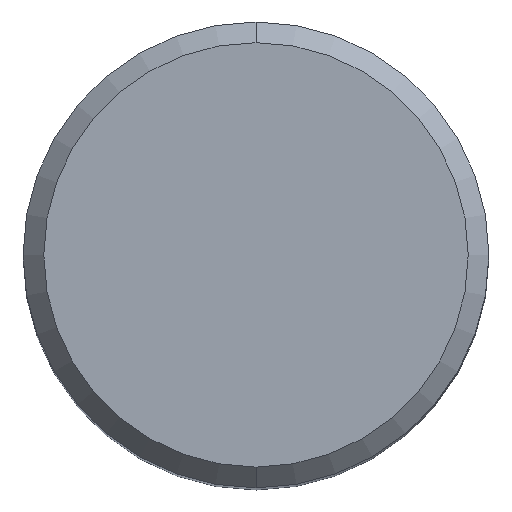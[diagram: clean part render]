
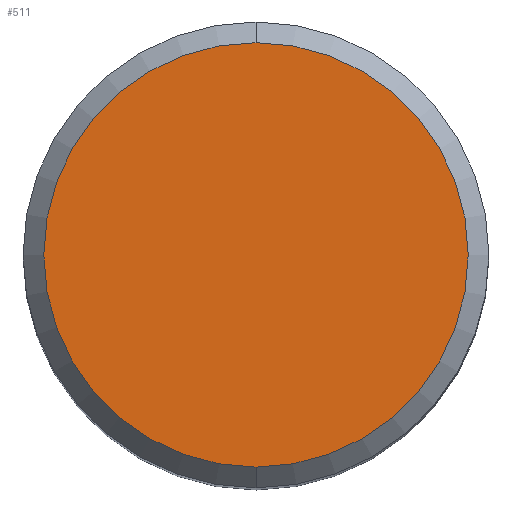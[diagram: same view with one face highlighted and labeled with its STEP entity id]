
A CAD part, top view. The second image highlights one B-rep face of the part: STEP entity #511.
In plain terms, the highlighted planar face has unit normal (0, 0, 1).
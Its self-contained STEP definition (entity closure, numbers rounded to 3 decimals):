
#383=EDGE_CURVE('',#683,#665,#878,.T.);
#511=ADVANCED_FACE('',(#1021),#1022,.T.);
#665=VERTEX_POINT('',#1190);
#683=VERTEX_POINT('',#1208);
#687=EDGE_CURVE('',#665,#683,#1212,.T.);
#878=CIRCLE('',#1739,8.2);
#1021=FACE_OUTER_BOUND('',#3323,.T.);
#1022=PLANE('',#3324);
#1190=CARTESIAN_POINT('',(0.0,8.2,0.0));
#1208=CARTESIAN_POINT('',(0.,-8.2,0.0));
#1212=CIRCLE('',#5145,8.2);
#1739=AXIS2_PLACEMENT_3D('',#5619,#5620,#5621);
#3323=EDGE_LOOP('',(#5786,#5787));
#3324=AXIS2_PLACEMENT_3D('',#5788,#5789,#5790);
#5145=AXIS2_PLACEMENT_3D('',#5971,#5972,#5973);
#5619=CARTESIAN_POINT('',(0.0,0.0,0.0));
#5620=DIRECTION('',(0.0,0.0,-1.0));
#5621=DIRECTION('',(0.0,1.0,0.0));
#5786=ORIENTED_EDGE('',*,*,#687,.F.);
#5787=ORIENTED_EDGE('',*,*,#383,.F.);
#5788=CARTESIAN_POINT('',(0.0,4.1,0.0));
#5789=DIRECTION('',(-0.0,0.0,1.0));
#5790=DIRECTION('',(0.0,-1.0,0.0));
#5971=CARTESIAN_POINT('',(0.0,0.0,0.0));
#5972=DIRECTION('',(0.0,0.0,-1.0));
#5973=DIRECTION('',(0.0,1.0,0.0));
